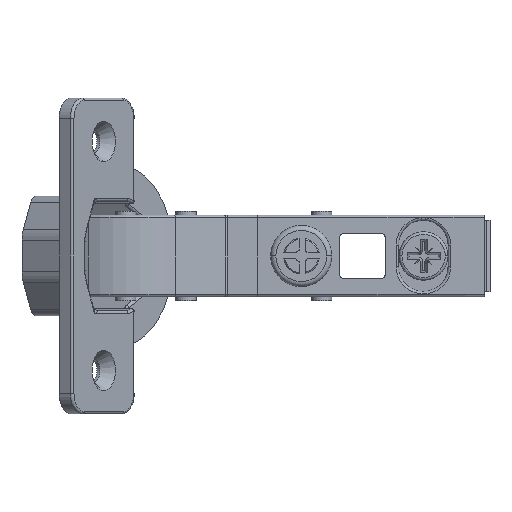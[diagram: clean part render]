
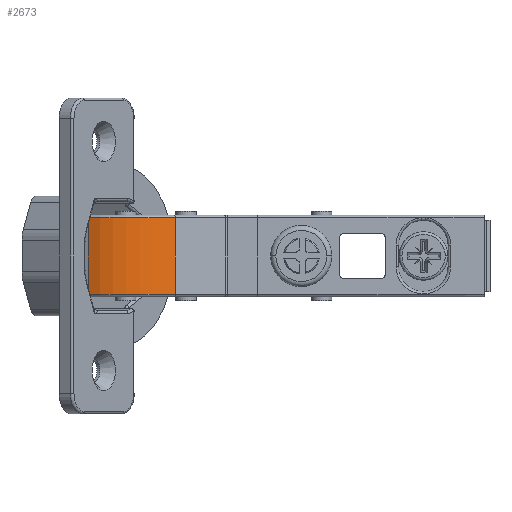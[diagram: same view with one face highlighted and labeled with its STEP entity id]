
A CAD part, front view. The second image highlights one B-rep face of the part: STEP entity #2673.
In plain terms, the highlighted cylindrical face has radius 16.644 mm (diameter 33.288 mm), a partial arc.
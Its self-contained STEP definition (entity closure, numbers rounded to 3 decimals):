
#106 = VERTEX_POINT ( 'NONE', #11977 ) ;
#260 = CIRCLE ( 'NONE', #4768, 16.644 ) ;
#334 = DIRECTION ( 'NONE',  ( 1., 0., 0. ) ) ;
#560 = CARTESIAN_POINT ( 'NONE',  ( -50.464, -5.313, 8. ) ) ;
#809 = ORIENTED_EDGE ( 'NONE', *, *, #11397, .T. ) ;
#1121 = CIRCLE ( 'NONE', #2259, 16.644 ) ;
#1356 = FACE_OUTER_BOUND ( 'NONE', #13830, .T. ) ;
#1626 = CYLINDRICAL_SURFACE ( 'NONE', #7885, 16.644 ) ;
#1631 = CARTESIAN_POINT ( 'NONE',  ( -40.531, 8.042, 7.5 ) ) ;
#2259 = AXIS2_PLACEMENT_3D ( 'NONE', #13330, #5557, #2318 ) ;
#2274 = EDGE_CURVE ( 'NONE', #12214, #106, #1121, .T. ) ;
#2318 = DIRECTION ( 'NONE',  ( 1., 0., 0. ) ) ;
#2581 = CARTESIAN_POINT ( 'NONE',  ( -57.676, 9.688, 7.5 ) ) ;
#2673 = ADVANCED_FACE ( 'NONE', ( #1356 ), #1626, .T. ) ;
#2916 = DIRECTION ( 'NONE',  ( 0., 0., -1. ) ) ;
#3387 = EDGE_CURVE ( 'NONE', #7097, #106, #4295, .T. ) ;
#3738 = ORIENTED_EDGE ( 'NONE', *, *, #3387, .F. ) ;
#3989 = EDGE_CURVE ( 'NONE', #9465, #12214, #6019, .T. ) ;
#4089 = VECTOR ( 'NONE', #2916, 1000. ) ;
#4295 = LINE ( 'NONE', #7471, #5354 ) ;
#4768 = AXIS2_PLACEMENT_3D ( 'NONE', #5710, #9095, #334 ) ;
#5354 = VECTOR ( 'NONE', #6558, 1000. ) ;
#5557 = DIRECTION ( 'NONE',  ( 0., 0., 1. ) ) ;
#5710 = CARTESIAN_POINT ( 'NONE',  ( -50.464, -5.313, 7.5 ) ) ;
#6019 = LINE ( 'NONE', #9133, #4089 ) ;
#6558 = DIRECTION ( 'NONE',  ( 0., 0., -1. ) ) ;
#7097 = VERTEX_POINT ( 'NONE', #2581 ) ;
#7198 = CARTESIAN_POINT ( 'NONE',  ( -40.531, 8.042, -7.5 ) ) ;
#7471 = CARTESIAN_POINT ( 'NONE',  ( -57.676, 9.688, 8. ) ) ;
#7885 = AXIS2_PLACEMENT_3D ( 'NONE', #560, #11099, #13222 ) ;
#9095 = DIRECTION ( 'NONE',  ( 0., 0., -1. ) ) ;
#9133 = CARTESIAN_POINT ( 'NONE',  ( -40.531, 8.042, 8. ) ) ;
#9465 = VERTEX_POINT ( 'NONE', #1631 ) ;
#11099 = DIRECTION ( 'NONE',  ( 0., 0., -1. ) ) ;
#11397 = EDGE_CURVE ( 'NONE', #7097, #9465, #260, .T. ) ;
#11977 = CARTESIAN_POINT ( 'NONE',  ( -57.676, 9.688, -7.5 ) ) ;
#12214 = VERTEX_POINT ( 'NONE', #7198 ) ;
#13222 = DIRECTION ( 'NONE',  ( -1., 0., 0. ) ) ;
#13330 = CARTESIAN_POINT ( 'NONE',  ( -50.464, -5.313, -7.5 ) ) ;
#13591 = ORIENTED_EDGE ( 'NONE', *, *, #3989, .T. ) ;
#13666 = ORIENTED_EDGE ( 'NONE', *, *, #2274, .T. ) ;
#13830 = EDGE_LOOP ( 'NONE', ( #13591, #13666, #3738, #809 ) ) ;
